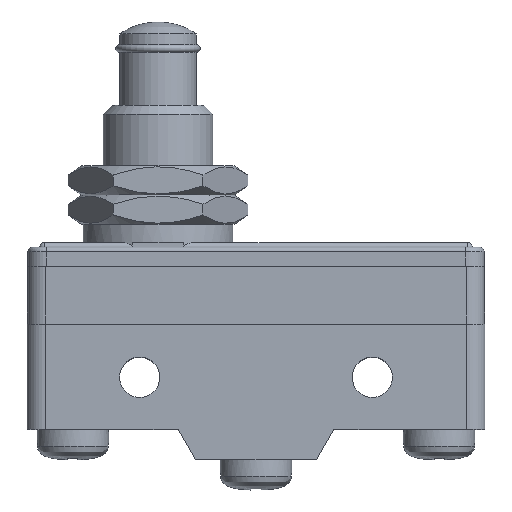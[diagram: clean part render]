
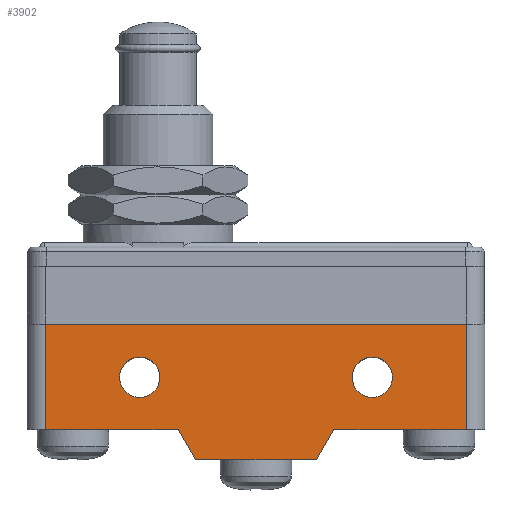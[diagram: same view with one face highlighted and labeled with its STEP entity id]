
A CAD part, top view. The second image highlights one B-rep face of the part: STEP entity #3902.
In plain terms, the highlighted planar face has unit normal (0, 0, 1).
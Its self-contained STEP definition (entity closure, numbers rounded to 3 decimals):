
#73=DIRECTION('',(1.,0.,0.));
#74=VECTOR('',#73,13.2);
#75=CARTESIAN_POINT('',(-6.6,0.,9.));
#76=LINE('',#75,#74);
#191=CARTESIAN_POINT('',(12.7,9.,9.));
#192=DIRECTION('',(0.,0.,1.));
#193=DIRECTION('',(1.,0.,0.));
#194=AXIS2_PLACEMENT_3D('',#191,#192,#193);
#199=CARTESIAN_POINT('',(12.7,9.,9.));
#200=DIRECTION('',(0.,0.,1.));
#201=DIRECTION('',(-1.,0.,0.));
#202=AXIS2_PLACEMENT_3D('',#199,#200,#201);
#207=CARTESIAN_POINT('',(-12.7,9.,9.));
#208=DIRECTION('',(0.,0.,1.));
#209=DIRECTION('',(1.,0.,0.));
#210=AXIS2_PLACEMENT_3D('',#207,#208,#209);
#215=CARTESIAN_POINT('',(-12.7,9.,9.));
#216=DIRECTION('',(0.,0.,1.));
#217=DIRECTION('',(-1.,0.,0.));
#218=AXIS2_PLACEMENT_3D('',#215,#216,#217);
#223=DIRECTION('',(0.,-1.,0.));
#224=VECTOR('',#223,11.5);
#225=CARTESIAN_POINT('',(23.,14.8,9.));
#226=LINE('',#225,#224);
#230=DIRECTION('',(-1.,0.,0.));
#231=VECTOR('',#230,14.5);
#232=CARTESIAN_POINT('',(23.,3.3,9.));
#233=LINE('',#232,#231);
#237=DIRECTION('',(-0.499,-0.867,0.));
#238=VECTOR('',#237,3.808);
#239=CARTESIAN_POINT('',(8.5,3.3,9.));
#240=LINE('',#239,#238);
#244=DIRECTION('',(-0.499,0.867,0.));
#245=VECTOR('',#244,3.808);
#246=CARTESIAN_POINT('',(-6.6,0.,9.));
#247=LINE('',#246,#245);
#251=DIRECTION('',(1.,0.,0.));
#252=VECTOR('',#251,14.5);
#253=CARTESIAN_POINT('',(-23.,3.3,9.));
#254=LINE('',#253,#252);
#258=DIRECTION('',(0.,-1.,0.));
#259=VECTOR('',#258,11.5);
#260=CARTESIAN_POINT('',(-23.,14.8,9.));
#261=LINE('',#260,#259);
#294=DIRECTION('',(1.,0.,0.));
#295=VECTOR('',#294,46.);
#296=CARTESIAN_POINT('',(-23.,14.8,9.));
#297=LINE('',#296,#295);
#3360=CARTESIAN_POINT('',(-6.6,0.,9.));
#3362=VERTEX_POINT('',#3360);
#3364=CARTESIAN_POINT('',(6.6,0.,9.));
#3366=VERTEX_POINT('',#3364);
#3368=CARTESIAN_POINT('',(-8.5,3.3,9.));
#3369=VERTEX_POINT('',#3368);
#3370=CARTESIAN_POINT('',(8.5,3.3,9.));
#3371=VERTEX_POINT('',#3370);
#3376=CARTESIAN_POINT('',(14.9,9.,9.));
#3377=CARTESIAN_POINT('',(10.5,9.,9.));
#3378=VERTEX_POINT('',#3376);
#3379=VERTEX_POINT('',#3377);
#3380=CARTESIAN_POINT('',(-10.5,9.,9.));
#3381=CARTESIAN_POINT('',(-14.9,9.,9.));
#3382=VERTEX_POINT('',#3380);
#3383=VERTEX_POINT('',#3381);
#3412=CARTESIAN_POINT('',(23.,3.3,9.));
#3413=VERTEX_POINT('',#3412);
#3414=CARTESIAN_POINT('',(23.,14.8,9.));
#3415=VERTEX_POINT('',#3414);
#3440=CARTESIAN_POINT('',(-23.,14.8,9.));
#3441=CARTESIAN_POINT('',(-23.,3.3,9.));
#3442=VERTEX_POINT('',#3440);
#3443=VERTEX_POINT('',#3441);
#3870=CARTESIAN_POINT('',(-25.,0.,9.));
#3871=DIRECTION('',(0.,0.,1.));
#3872=DIRECTION('',(1.,0.,0.));
#3873=AXIS2_PLACEMENT_3D('',#3870,#3871,#3872);
#3874=PLANE('',#3873);
#3876=ORIENTED_EDGE('',*,*,#3875,.T.);
#3878=ORIENTED_EDGE('',*,*,#3877,.T.);
#3880=ORIENTED_EDGE('',*,*,#3879,.T.);
#3881=ORIENTED_EDGE('',*,*,#3791,.F.);
#3882=ORIENTED_EDGE('',*,*,#3816,.T.);
#3884=ORIENTED_EDGE('',*,*,#3883,.F.);
#3886=ORIENTED_EDGE('',*,*,#3885,.F.);
#3888=ORIENTED_EDGE('',*,*,#3887,.T.);
#3889=EDGE_LOOP('',(#3876,#3878,#3880,#3881,#3882,#3884,#3886,#3888));
#3890=FACE_OUTER_BOUND('',#3889,.F.);
#3892=ORIENTED_EDGE('',*,*,#3891,.T.);
#3894=ORIENTED_EDGE('',*,*,#3893,.T.);
#3895=EDGE_LOOP('',(#3892,#3894));
#3896=FACE_BOUND('',#3895,.F.);
#3897=ORIENTED_EDGE('',*,*,#3860,.T.);
#3899=ORIENTED_EDGE('',*,*,#3898,.T.);
#3900=EDGE_LOOP('',(#3897,#3899));
#3901=FACE_BOUND('',#3900,.F.);
#195=CIRCLE('',#194,2.2);
#203=CIRCLE('',#202,2.2);
#211=CIRCLE('',#210,2.2);
#219=CIRCLE('',#218,2.2);
#3791=EDGE_CURVE('',#3362,#3366,#76,.T.);
#3816=EDGE_CURVE('',#3362,#3369,#247,.T.);
#3860=EDGE_CURVE('',#3378,#3379,#195,.T.);
#3875=EDGE_CURVE('',#3415,#3413,#226,.T.);
#3877=EDGE_CURVE('',#3413,#3371,#233,.T.);
#3879=EDGE_CURVE('',#3371,#3366,#240,.T.);
#3883=EDGE_CURVE('',#3443,#3369,#254,.T.);
#3885=EDGE_CURVE('',#3442,#3443,#261,.T.);
#3887=EDGE_CURVE('',#3442,#3415,#297,.T.);
#3891=EDGE_CURVE('',#3382,#3383,#211,.T.);
#3893=EDGE_CURVE('',#3383,#3382,#219,.T.);
#3898=EDGE_CURVE('',#3379,#3378,#203,.T.);
#3902=ADVANCED_FACE('',(#3890,#3896,#3901),#3874,.T.);
